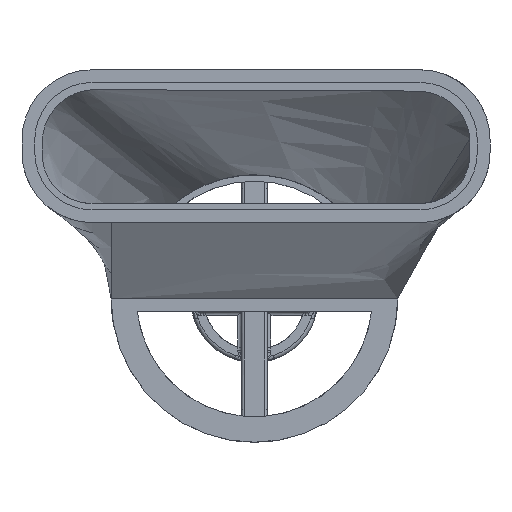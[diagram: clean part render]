
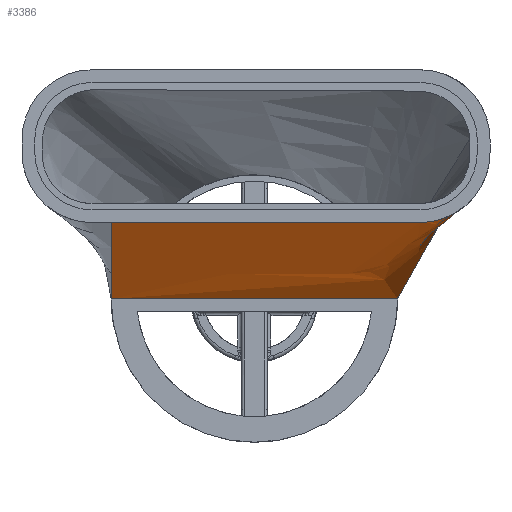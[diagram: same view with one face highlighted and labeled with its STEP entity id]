
A CAD part, left-side view. The second image highlights one B-rep face of the part: STEP entity #3386.
In plain terms, the highlighted free-form (B-spline) face has degree [3, 3] with [13, 4] control points.
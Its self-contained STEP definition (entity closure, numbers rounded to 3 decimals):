
#218=LINE('',#20305,#377);
#219=LINE('',#20309,#378);
#220=LINE('',#20315,#379);
#221=LINE('',#20316,#380);
#377=VECTOR('',#4347,58.102);
#378=VECTOR('',#4350,10.);
#379=VECTOR('',#4355,10.);
#380=VECTOR('',#4356,51.42);
#624=FACE_OUTER_BOUND('',#820,.T.);
#820=EDGE_LOOP('',(#2959,#2960,#2961,#2962,#2963,#2964,#2965,#2966));
#1011=CIRCLE('',#3677,11.);
#1012=CIRCLE('',#3678,11.);
#1013=CIRCLE('',#3679,11.);
#1214=B_SPLINE_CURVE_WITH_KNOTS('',3,(#20291,#20292,#20293,#20294,#20295,
#20296,#20297,#20298,#20299,#20300,#20301,#20302,#20303),.UNSPECIFIED.,
 .F.,.F.,(4,2,2,1,1,1,2,4),(-1.,-0.988,-0.959,-0.896,
-0.833,-0.77,-0.707,0.),
 .UNSPECIFIED.);
#1488=VERTEX_POINT('',#15526);
#1489=VERTEX_POINT('',#15528);
#1515=VERTEX_POINT('',#20304);
#1516=VERTEX_POINT('',#20306);
#1517=VERTEX_POINT('',#20308);
#1518=VERTEX_POINT('',#20310);
#1519=VERTEX_POINT('',#20312);
#1520=VERTEX_POINT('',#20314);
#2022=EDGE_CURVE('',#1488,#1489,#1214,.T.);
#2023=EDGE_CURVE('',#1488,#1515,#218,.T.);
#2024=EDGE_CURVE('',#1515,#1516,#1011,.T.);
#2025=EDGE_CURVE('',#1516,#1517,#219,.T.);
#2026=EDGE_CURVE('',#1517,#1518,#1012,.T.);
#2027=EDGE_CURVE('',#1518,#1519,#1013,.T.);
#2028=EDGE_CURVE('',#1519,#1520,#220,.T.);
#2029=EDGE_CURVE('',#1489,#1520,#221,.T.);
#2959=ORIENTED_EDGE('',*,*,#2022,.F.);
#2960=ORIENTED_EDGE('',*,*,#2023,.T.);
#2961=ORIENTED_EDGE('',*,*,#2024,.T.);
#2962=ORIENTED_EDGE('',*,*,#2025,.T.);
#2963=ORIENTED_EDGE('',*,*,#2026,.T.);
#2964=ORIENTED_EDGE('',*,*,#2027,.T.);
#2965=ORIENTED_EDGE('',*,*,#2028,.T.);
#2966=ORIENTED_EDGE('',*,*,#2029,.F.);
#3217=B_SPLINE_SURFACE_WITH_KNOTS('',3,3,((#20239,#20240,#20241,#20242),
(#20243,#20244,#20245,#20246),(#20247,#20248,#20249,#20250),(#20251,#20252,
#20253,#20254),(#20255,#20256,#20257,#20258),(#20259,#20260,#20261,#20262),
(#20263,#20264,#20265,#20266),(#20267,#20268,#20269,#20270),(#20271,#20272,
#20273,#20274),(#20275,#20276,#20277,#20278),(#20279,#20280,#20281,#20282),
(#20283,#20284,#20285,#20286),(#20287,#20288,#20289,#20290)),
 .UNSPECIFIED.,.F.,.F.,.F.,(4,2,1,1,1,2,2,4),(4,4),(0.,0.707,
0.77,0.833,0.896,0.959,
0.988,1.),(0.,1.),.UNSPECIFIED.);
#3386=ADVANCED_FACE('',(#624),#3217,.T.);
#3677=AXIS2_PLACEMENT_3D('',#20307,#4348,#4349);
#3678=AXIS2_PLACEMENT_3D('',#20311,#4351,#4352);
#3679=AXIS2_PLACEMENT_3D('',#20313,#4353,#4354);
#4347=DIRECTION('',(-0.861,-0.249,0.444));
#4348=DIRECTION('center_axis',(1.,0.,0.));
#4349=DIRECTION('ref_axis',(0.,0.,1.));
#4350=DIRECTION('',(0.,0.,-1.));
#4351=DIRECTION('center_axis',(1.,0.,0.));
#4352=DIRECTION('ref_axis',(0.,-1.,0.));
#4353=DIRECTION('center_axis',(1.,0.,0.));
#4354=DIRECTION('ref_axis',(0.,-1.,0.));
#4355=DIRECTION('',(0.,1.,0.));
#4356=DIRECTION('',(-0.972,-0.002,0.233));
#15526=CARTESIAN_POINT('',(60.,-22.5,0.));
#15528=CARTESIAN_POINT('',(60.,22.5,0.));
#20239=CARTESIAN_POINT('Ctrl Pts',(60.,22.5,0.));
#20240=CARTESIAN_POINT('Ctrl Pts',(43.333,22.47,4.));
#20241=CARTESIAN_POINT('Ctrl Pts',(26.667,22.44,8.));
#20242=CARTESIAN_POINT('Ctrl Pts',(10.,22.41,12.));
#20243=CARTESIAN_POINT('Ctrl Pts',(60.,11.9,0.));
#20244=CARTESIAN_POINT('Ctrl Pts',(43.333,10.025,4.));
#20245=CARTESIAN_POINT('Ctrl Pts',(26.667,8.149,8.));
#20246=CARTESIAN_POINT('Ctrl Pts',(10.,6.273,12.));
#20247=CARTESIAN_POINT('Ctrl Pts',(60.,1.3,0.));
#20248=CARTESIAN_POINT('Ctrl Pts',(43.333,-2.421,4.));
#20249=CARTESIAN_POINT('Ctrl Pts',(26.667,-6.142,8.));
#20250=CARTESIAN_POINT('Ctrl Pts',(10.,-9.863,12.));
#20251=CARTESIAN_POINT('Ctrl Pts',(60.,-10.245,0.));
#20252=CARTESIAN_POINT('Ctrl Pts',(43.333,-15.977,4.));
#20253=CARTESIAN_POINT('Ctrl Pts',(26.667,-21.708,8.));
#20254=CARTESIAN_POINT('Ctrl Pts',(10.,-27.44,12.));
#20255=CARTESIAN_POINT('Ctrl Pts',(60.,-12.137,0.));
#20256=CARTESIAN_POINT('Ctrl Pts',(43.333,-18.198,4.191));
#20257=CARTESIAN_POINT('Ctrl Pts',(26.667,-24.258,8.382));
#20258=CARTESIAN_POINT('Ctrl Pts',(10.,-30.319,12.573));
#20259=CARTESIAN_POINT('Ctrl Pts',(60.,-14.974,0.));
#20260=CARTESIAN_POINT('Ctrl Pts',(43.333,-21.31,5.006));
#20261=CARTESIAN_POINT('Ctrl Pts',(26.667,-27.646,10.012));
#20262=CARTESIAN_POINT('Ctrl Pts',(10.,-33.982,15.018));
#20263=CARTESIAN_POINT('Ctrl Pts',(60.,-17.812,0.));
#20264=CARTESIAN_POINT('Ctrl Pts',(43.333,-24.017,6.227));
#20265=CARTESIAN_POINT('Ctrl Pts',(26.667,-30.222,12.454));
#20266=CARTESIAN_POINT('Ctrl Pts',(10.,-36.427,18.681));
#20267=CARTESIAN_POINT('Ctrl Pts',(60.,-19.704,0.));
#20268=CARTESIAN_POINT('Ctrl Pts',(43.333,-25.469,7.187));
#20269=CARTESIAN_POINT('Ctrl Pts',(26.667,-31.234,14.373));
#20270=CARTESIAN_POINT('Ctrl Pts',(10.,-37.,21.56));
#20271=CARTESIAN_POINT('Ctrl Pts',(60.,-21.087,0.));
#20272=CARTESIAN_POINT('Ctrl Pts',(43.333,-26.391,7.889));
#20273=CARTESIAN_POINT('Ctrl Pts',(26.667,-31.696,15.778));
#20274=CARTESIAN_POINT('Ctrl Pts',(10.,-37.,23.667));
#20275=CARTESIAN_POINT('Ctrl Pts',(60.,-21.525,0.));
#20276=CARTESIAN_POINT('Ctrl Pts',(43.333,-26.684,8.111));
#20277=CARTESIAN_POINT('Ctrl Pts',(26.667,-31.842,16.222));
#20278=CARTESIAN_POINT('Ctrl Pts',(10.,-37.,24.333));
#20279=CARTESIAN_POINT('Ctrl Pts',(60.,-22.142,0.));
#20280=CARTESIAN_POINT('Ctrl Pts',(43.333,-27.095,8.424));
#20281=CARTESIAN_POINT('Ctrl Pts',(26.667,-32.047,16.848));
#20282=CARTESIAN_POINT('Ctrl Pts',(10.,-37.,25.272));
#20283=CARTESIAN_POINT('Ctrl Pts',(60.,-22.321,0.));
#20284=CARTESIAN_POINT('Ctrl Pts',(43.333,-27.211,8.515));
#20285=CARTESIAN_POINT('Ctrl Pts',(26.667,-32.1,17.03));
#20286=CARTESIAN_POINT('Ctrl Pts',(10.,-36.99,25.545));
#20287=CARTESIAN_POINT('Ctrl Pts',(60.,-22.5,0.));
#20288=CARTESIAN_POINT('Ctrl Pts',(43.333,-27.323,8.606));
#20289=CARTESIAN_POINT('Ctrl Pts',(26.667,-32.146,17.211));
#20290=CARTESIAN_POINT('Ctrl Pts',(10.,-36.97,25.817));
#20291=CARTESIAN_POINT('Ctrl Pts',(60.,-22.5,0.));
#20292=CARTESIAN_POINT('Ctrl Pts',(60.,-22.321,0.));
#20293=CARTESIAN_POINT('Ctrl Pts',(60.,-22.142,0.));
#20294=CARTESIAN_POINT('Ctrl Pts',(60.,-21.525,0.));
#20295=CARTESIAN_POINT('Ctrl Pts',(60.,-21.087,0.));
#20296=CARTESIAN_POINT('Ctrl Pts',(60.,-19.704,0.));
#20297=CARTESIAN_POINT('Ctrl Pts',(60.,-17.812,0.));
#20298=CARTESIAN_POINT('Ctrl Pts',(60.,-14.974,0.));
#20299=CARTESIAN_POINT('Ctrl Pts',(60.,-12.137,0.));
#20300=CARTESIAN_POINT('Ctrl Pts',(60.,-10.245,0.));
#20301=CARTESIAN_POINT('Ctrl Pts',(60.,1.3,0.));
#20302=CARTESIAN_POINT('Ctrl Pts',(60.,11.9,0.));
#20303=CARTESIAN_POINT('Ctrl Pts',(60.,22.5,0.));
#20304=CARTESIAN_POINT('',(10.,-36.97,25.817));
#20305=CARTESIAN_POINT('',(60.,-22.5,0.));
#20306=CARTESIAN_POINT('',(10.,-37.,25.));
#20307=CARTESIAN_POINT('Origin',(10.,-26.,25.));
#20308=CARTESIAN_POINT('',(10.,-37.,23.));
#20309=CARTESIAN_POINT('',(10.,-37.,23.));
#20310=CARTESIAN_POINT('',(10.,-32.678,14.259));
#20311=CARTESIAN_POINT('Origin',(10.,-26.,23.));
#20312=CARTESIAN_POINT('',(10.,-26.,12.));
#20313=CARTESIAN_POINT('Origin',(10.,-26.,23.));
#20314=CARTESIAN_POINT('',(10.,22.41,12.));
#20315=CARTESIAN_POINT('',(10.,25.5,12.));
#20316=CARTESIAN_POINT('',(60.,22.5,0.));
